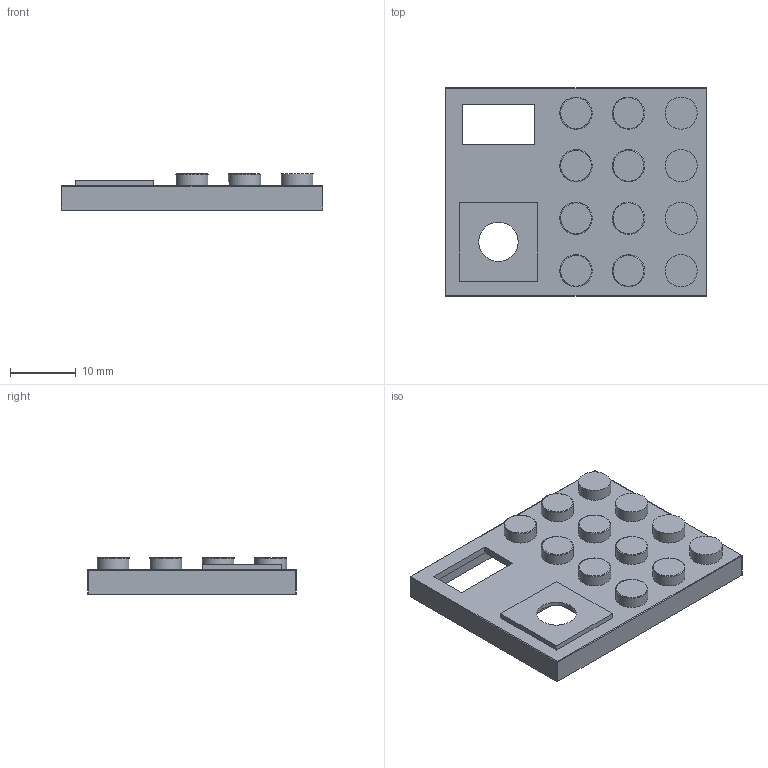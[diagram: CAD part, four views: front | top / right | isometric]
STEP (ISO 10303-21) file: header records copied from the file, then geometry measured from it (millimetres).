
FILE_DESCRIPTION(('FreeCAD Model'),'2;1');
FILE_NAME('Open CASCADE Shape Model','2025-09-19T15:20:43',(''),(''), 'Open CASCADE STEP processor 7.8','FreeCAD','Unknown');
FILE_SCHEMA(('AUTOMOTIVE_DESIGN { 1 0 10303 214 1 1 1 1 }'));
Length unit declared in the file: millimetre
Products named in the file (1): top
Bounding box: 39.8 x 31.8 x 5.5 mm (x, y, z)
Volume: 2327.4 mm3; surface area: 3742.9 mm2
Topology: 1 solids, 1 shells, 87 faces, 207 edges, 134 vertices
Faces by surface type: plane 46, cylinder 21, bspline 8, torus 8, sphere 4
Full cylindrical faces by diameter (mm): 4.9 x12, 6 x1
Entity records: 2781 total; most frequent: CARTESIAN_POINT 773, DIRECTION 417, ORIENTED_EDGE 406, EDGE_CURVE 203, AXIS2_PLACEMENT_3D 162, VERTEX_POINT 134, FACE_BOUND 107, EDGE_LOOP 107
